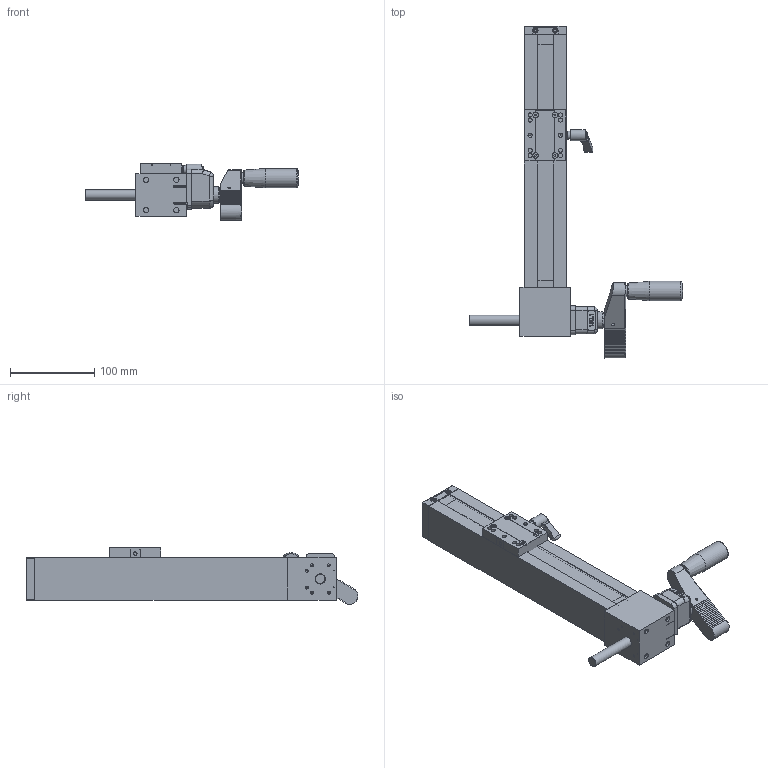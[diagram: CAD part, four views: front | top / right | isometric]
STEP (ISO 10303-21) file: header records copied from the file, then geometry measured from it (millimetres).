
FILE_DESCRIPTION(/* description */ ('Unknown'),/* implementation_level */ '2;1');
FILE_NAME(/* name */ 'Spindelantrieb50-Kegelradgetriebe-2',/* time_stamp */ '2020-03-29T06:15:14+02:00',/* author */ ('Unknown'),/* organization */ ('Unknown'),/* preprocessor_version */ 'ST-DEVELOPER v16.7',/* originating_system */ 'Solid Edge',/* authorisation */ 'Unknown');
FILE_SCHEMA (('AUTOMOTIVE_DESIGN {1 0 10303 214 3 1 1}'));
Products named in the file (6): 2.2-Grundeinheit50-Kegelradantrieb-SchlittenAlu60lg-dy; Profil-50-300lg-dy; A-0000043-Kegelradantrieb50-dy; A-0000098-Deckel50-geschraubt-dy; A-0000003-Schlitten50-60lg-Klem-Alu-dy; A-0000095-Siko-Kurbel-Adapterplatte50-dy
Assembly tree (5 placements, depth 2):
  2.2-Grundeinheit50-Kegelradantrieb-SchlittenAlu60lg-dy
    Profil-50-300lg-dy
    A-0000043-Kegelradantrieb50-dy
    A-0000098-Deckel50-geschraubt-dy
    A-0000003-Schlitten50-60lg-Klem-Alu-dy
    A-0000095-Siko-Kurbel-Adapterplatte50-dy
Bounding box: 252.96 x 393.79 x 66.91 mm (x, y, z)
Volume: 796094.6 mm3; surface area: 210424.1 mm2
Topology: 6 solids, 18 shells, 1637 faces, 4337 edges, 2838 vertices
Faces by surface type: plane 984, cylinder 367, bspline 196, cone 65, torus 19, sphere 6
Full cylindrical faces by diameter (mm): 1 x16, 3 x1, 3.2 x2, 3.3 x4, 4 x1, 4.134 x1, 4.5 x1, 4.917 x24, 5 x6, 5.5 x3, 5.8 x2, 6 x7, 6.2 x9, 6.4 x4, 8 x1, 8.3 x1, 10 x1, 12 x6, 13 x2, 13.024 x1, 14 x1, 16 x1, 17 x2, 20 x1, 22 x1, 23 x1, 27 x1, 37 x1
Entity records: 307513 total; most frequent: CARTESIAN_POINT 258936, ORIENTED_EDGE 8146, DIRECTION 6856, EDGE_CURVE 4073, VERTEX_POINT 2761, LINE 2648, VECTOR 2648, AXIS2_PLACEMENT_3D 2104
